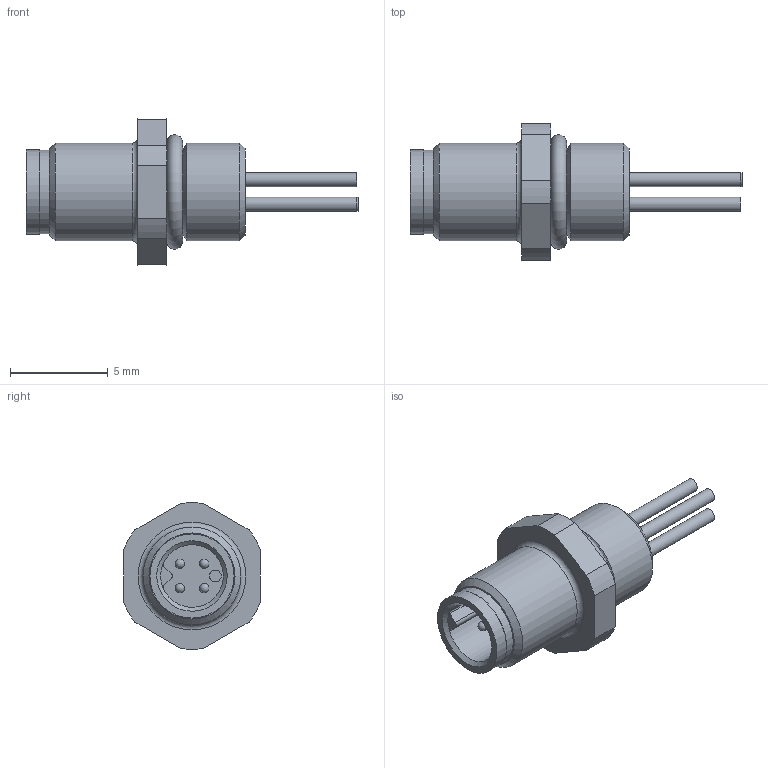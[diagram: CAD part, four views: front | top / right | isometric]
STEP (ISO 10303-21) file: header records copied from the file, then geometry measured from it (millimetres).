
FILE_DESCRIPTION(/* description */ (''),/* implementation_level */ '2;1');
FILE_NAME(/* name */ '09-3111-00-04.STP.stp',/* time_stamp */ '2022-07-01T08:40:16+02:00',/* author */ (''),/* organization */ (''),/* preprocessor_version */ 'ST-DEVELOPER v16',/* originating_system */ 'SIEMENS PLM Software NX 11.0',/* authorisation */ '');
FILE_SCHEMA (('AUTOMOTIVE_DESIGN { 1 0 10303 214 3 1 1 1 }'));
Length unit declared in the file: millimetre
Products named in the file (1): pmay31108690bwx7
Bounding box: 16.97 x 7 x 7.49 mm (x, y, z)
Volume: 224.4 mm3; surface area: 393.4 mm2
Topology: 1 solids, 1 shells, 57 faces, 128 edges, 81 vertices
Faces by surface type: plane 23, cylinder 23, cone 5, sphere 4, torus 2
Full cylindrical faces by diameter (mm): 0.48 x4, 0.6 x1, 0.7 x4, 4.25 x1, 4.3 x1, 5 x2
Entity records: 1396 total; most frequent: DIRECTION 262, CARTESIAN_POINT 219, ORIENTED_EDGE 180, AXIS2_PLACEMENT_3D 114, EDGE_LOOP 93, EDGE_CURVE 90, VERTEX_POINT 71, FACE_BOUND 65
